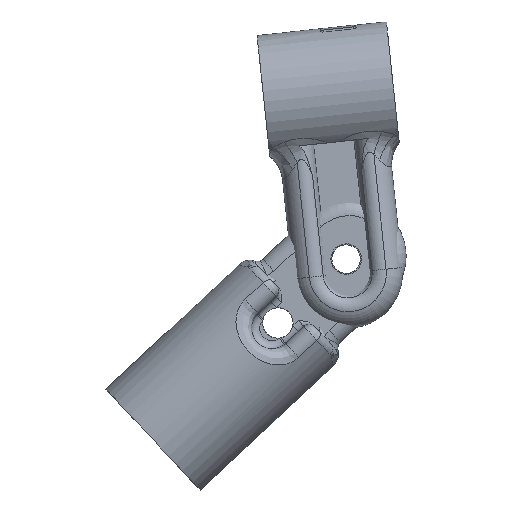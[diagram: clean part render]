
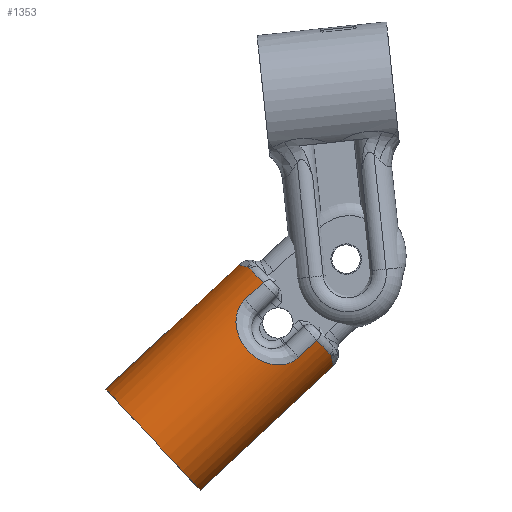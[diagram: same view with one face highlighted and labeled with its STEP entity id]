
A CAD part, front view. The second image highlights one B-rep face of the part: STEP entity #1353.
In plain terms, the highlighted cylindrical face has radius 17 mm (diameter 34 mm), a partial arc.
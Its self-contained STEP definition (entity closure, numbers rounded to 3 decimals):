
#586=CARTESIAN_POINT('',(-16.961,1.155,-4.821));
#587=VERTEX_POINT('',#586);
#595=CARTESIAN_POINT('',(-14.961,8.074,-6.1));
#596=VERTEX_POINT('',#595);
#597=CARTESIAN_POINT('',(-16.961,1.155,-4.821));
#598=CARTESIAN_POINT('',(-16.888,2.225,-4.854));
#599=CARTESIAN_POINT('',(-16.485,4.698,-5.033));
#600=CARTESIAN_POINT('',(-15.555,6.973,-5.569));
#601=CARTESIAN_POINT('',(-14.961,8.074,-6.1));
#602=B_SPLINE_CURVE_WITH_KNOTS('',3,(#597,#598,#599,#600,#601),.UNSPECIFIED.,.F.,.U.,(4,1,4),(0.0,0.246,0.574),.UNSPECIFIED.);
#603=EDGE_CURVE('',#587,#596,#602,.T.);
#771=CARTESIAN_POINT('',(-9.714,13.951,-6.1));
#772=VERTEX_POINT('',#771);
#805=CARTESIAN_POINT('',(-14.418,9.007,-6.1));
#806=VERTEX_POINT('',#805);
#814=CARTESIAN_POINT('',(0.0,0.0,-6.1));
#815=DIRECTION('',(0.,0.,-1.0));
#816=DIRECTION('',(-0.692,0.722,0.));
#817=AXIS2_PLACEMENT_3D('',#814,#815,#816);
#818=CIRCLE('',#817,17.);
#819=EDGE_CURVE('',#806,#772,#818,.T.);
#846=CARTESIAN_POINT('',(0.0,0.0,-6.1));
#847=DIRECTION('',(0.,0.,-1.0));
#848=DIRECTION('',(-0.796,0.606,0.));
#849=AXIS2_PLACEMENT_3D('',#846,#847,#848);
#850=CIRCLE('',#849,17.);
#851=EDGE_CURVE('',#596,#806,#850,.T.);
#920=CARTESIAN_POINT('',(14.418,9.007,-6.1));
#921=VERTEX_POINT('',#920);
#940=CARTESIAN_POINT('',(9.714,13.951,-6.1));
#941=VERTEX_POINT('',#940);
#949=CARTESIAN_POINT('',(0.0,0.0,-6.1));
#950=DIRECTION('',(0.,0.,-1.0));
#951=DIRECTION('',(0.692,0.722,0.));
#952=AXIS2_PLACEMENT_3D('',#949,#950,#951);
#953=CIRCLE('',#952,17.0);
#954=EDGE_CURVE('',#941,#921,#953,.T.);
#1103=CARTESIAN_POINT('',(14.961,8.074,-6.1));
#1104=VERTEX_POINT('',#1103);
#1105=CARTESIAN_POINT('',(0.0,0.0,-6.1));
#1106=DIRECTION('',(0.,0.,-1.0));
#1107=DIRECTION('',(0.796,0.606,0.));
#1108=AXIS2_PLACEMENT_3D('',#1105,#1106,#1107);
#1109=CIRCLE('',#1108,17.0);
#1110=EDGE_CURVE('',#921,#1104,#1109,.T.);
#1237=CARTESIAN_POINT('',(16.961,1.155,-4.821));
#1238=VERTEX_POINT('',#1237);
#1239=CARTESIAN_POINT('',(14.961,8.074,-6.1));
#1240=CARTESIAN_POINT('',(15.555,6.973,-5.569));
#1241=CARTESIAN_POINT('',(16.485,4.697,-5.033));
#1242=CARTESIAN_POINT('',(16.888,2.225,-4.854));
#1243=CARTESIAN_POINT('',(16.961,1.155,-4.821));
#1244=B_SPLINE_CURVE_WITH_KNOTS('',3,(#1239,#1240,#1241,#1242,#1243),.UNSPECIFIED.,.F.,.U.,(4,1,4),(-0.574,-0.246,0.0),.UNSPECIFIED.);
#1245=EDGE_CURVE('',#1104,#1238,#1244,.T.);
#1268=CARTESIAN_POINT('',(0.0,0.0,0.0));
#1269=DIRECTION('',(0.0,0.0,1.0));
#1270=DIRECTION('',(0.998,0.059,0.0));
#1271=AXIS2_PLACEMENT_3D('',#1268,#1269,#1270);
#1272=CYLINDRICAL_SURFACE('',#1271,17.0);
#1273=ORIENTED_EDGE('',*,*,#851,.F.);
#1274=ORIENTED_EDGE('',*,*,#603,.F.);
#1275=CARTESIAN_POINT('',(-16.971,1.,-4.817));
#1276=VERTEX_POINT('',#1275);
#1277=CARTESIAN_POINT('',(-16.971,1.,-4.817));
#1278=CARTESIAN_POINT('',(-16.968,1.052,-4.818));
#1279=CARTESIAN_POINT('',(-16.964,1.103,-4.82));
#1280=CARTESIAN_POINT('',(-16.961,1.155,-4.821));
#1281=B_SPLINE_CURVE_WITH_KNOTS('',3,(#1277,#1278,#1279,#1280),.UNSPECIFIED.,.F.,.U.,(4,4),(-0.012,0.0),.UNSPECIFIED.);
#1282=EDGE_CURVE('',#1276,#587,#1281,.T.);
#1283=ORIENTED_EDGE('',*,*,#1282,.F.);
#1284=CARTESIAN_POINT('',(-16.971,1.,40.0));
#1285=VERTEX_POINT('',#1284);
#1286=CARTESIAN_POINT('',(-16.971,1.,-4.817));
#1287=DIRECTION('',(0.0,0.0,1.0));
#1288=VECTOR('',#1287,44.817);
#1289=LINE('',#1286,#1288);
#1290=EDGE_CURVE('',#1276,#1285,#1289,.T.);
#1291=ORIENTED_EDGE('',*,*,#1290,.T.);
#1292=CARTESIAN_POINT('',(16.971,1.,40.0));
#1293=VERTEX_POINT('',#1292);
#1294=CARTESIAN_POINT('',(0.0,0.0,40.0));
#1295=DIRECTION('',(0.0,0.0,1.0));
#1296=DIRECTION('',(0.998,0.059,0.0));
#1297=AXIS2_PLACEMENT_3D('',#1294,#1295,#1296);
#1298=CIRCLE('',#1297,17.);
#1299=EDGE_CURVE('',#1293,#1285,#1298,.T.);
#1300=ORIENTED_EDGE('',*,*,#1299,.F.);
#1301=CARTESIAN_POINT('',(16.971,1.,-4.817));
#1302=VERTEX_POINT('',#1301);
#1303=CARTESIAN_POINT('',(16.971,1.,-4.817));
#1304=DIRECTION('',(0.0,0.0,1.0));
#1305=VECTOR('',#1304,44.817);
#1306=LINE('',#1303,#1305);
#1307=EDGE_CURVE('',#1302,#1293,#1306,.T.);
#1308=ORIENTED_EDGE('',*,*,#1307,.F.);
#1309=CARTESIAN_POINT('',(16.961,1.155,-4.821));
#1310=CARTESIAN_POINT('',(16.964,1.103,-4.82));
#1311=CARTESIAN_POINT('',(16.968,1.052,-4.818));
#1312=CARTESIAN_POINT('',(16.971,1.,-4.817));
#1313=B_SPLINE_CURVE_WITH_KNOTS('',3,(#1309,#1310,#1311,#1312),.UNSPECIFIED.,.F.,.U.,(4,4),(-0.411,-0.399),.UNSPECIFIED.);
#1314=EDGE_CURVE('',#1238,#1302,#1313,.T.);
#1315=ORIENTED_EDGE('',*,*,#1314,.F.);
#1316=ORIENTED_EDGE('',*,*,#1245,.F.);
#1317=ORIENTED_EDGE('',*,*,#1110,.F.);
#1318=ORIENTED_EDGE('',*,*,#954,.F.);
#1319=CARTESIAN_POINT('',(9.714,13.951,0.));
#1320=VERTEX_POINT('',#1319);
#1321=CARTESIAN_POINT('',(9.714,13.951,0.));
#1322=DIRECTION('',(0.0,0.0,-1.0));
#1323=VECTOR('',#1322,6.1);
#1324=LINE('',#1321,#1323);
#1325=EDGE_CURVE('',#1320,#941,#1324,.T.);
#1326=ORIENTED_EDGE('',*,*,#1325,.F.);
#1327=CARTESIAN_POINT('',(-9.714,13.951,0.));
#1328=VERTEX_POINT('',#1327);
#1329=CARTESIAN_POINT('',(-9.714,13.951,0.));
#1330=CARTESIAN_POINT('',(-9.714,13.951,0.613));
#1331=CARTESIAN_POINT('',(-9.542,14.073,1.837));
#1332=CARTESIAN_POINT('',(-8.55,14.723,4.11));
#1333=CARTESIAN_POINT('',(-6.3,15.928,6.424));
#1334=CARTESIAN_POINT('',(-2.318,17.044,8.066));
#1335=CARTESIAN_POINT('',(2.317,17.043,8.065));
#1336=CARTESIAN_POINT('',(6.301,15.929,6.424));
#1337=CARTESIAN_POINT('',(8.55,14.723,4.109));
#1338=CARTESIAN_POINT('',(9.542,14.073,1.837));
#1339=CARTESIAN_POINT('',(9.714,13.951,0.613));
#1340=CARTESIAN_POINT('',(9.714,13.951,0.0));
#1341=B_SPLINE_CURVE_WITH_KNOTS('',3,(#1329,#1330,#1331,#1332,#1333,#1334,#1335,#1336,#1337,#1338,#1339,#1340),.UNSPECIFIED.,.F.,.U.,(4,1,1,1,1,1,1,1,1,4),(0.0,0.184,0.368,0.735,1.103,1.471,1.839,2.206,2.39,2.574),.UNSPECIFIED.);
#1342=EDGE_CURVE('',#1328,#1320,#1341,.T.);
#1343=ORIENTED_EDGE('',*,*,#1342,.F.);
#1344=CARTESIAN_POINT('',(-9.714,13.951,-6.1));
#1345=DIRECTION('',(0.0,0.0,1.0));
#1346=VECTOR('',#1345,6.1);
#1347=LINE('',#1344,#1346);
#1348=EDGE_CURVE('',#772,#1328,#1347,.T.);
#1349=ORIENTED_EDGE('',*,*,#1348,.F.);
#1350=ORIENTED_EDGE('',*,*,#819,.F.);
#1351=EDGE_LOOP('',(#1273,#1274,#1283,#1291,#1300,#1308,#1315,#1316,#1317,#1318,#1326,#1343,#1349,#1350));
#1352=FACE_OUTER_BOUND('',#1351,.T.);
#1353=ADVANCED_FACE('',(#1352),#1272,.T.);
